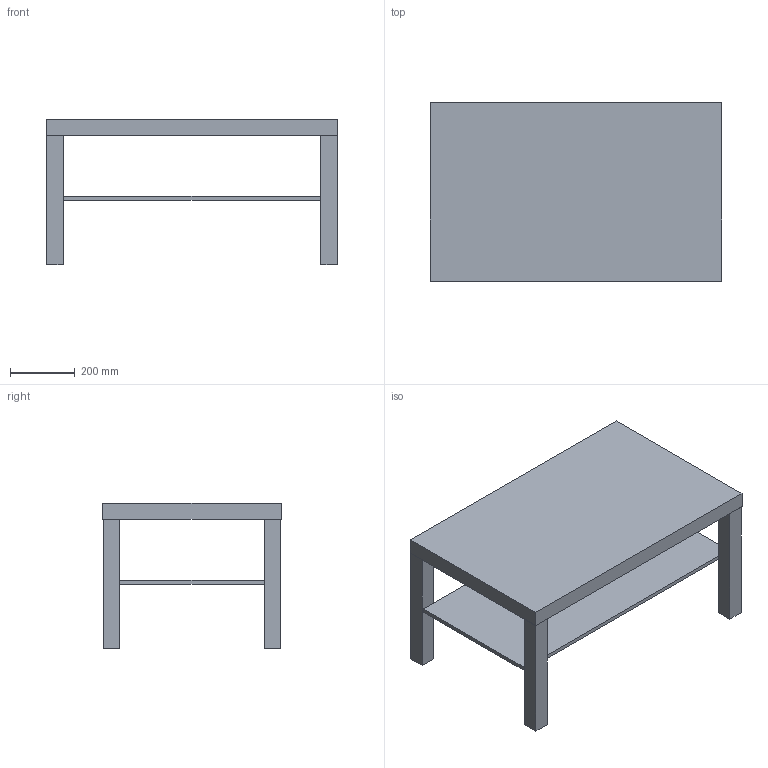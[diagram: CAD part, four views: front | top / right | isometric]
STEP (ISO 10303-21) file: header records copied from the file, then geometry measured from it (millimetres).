
FILE_DESCRIPTION(('FreeCAD Model'),'2;1');
FILE_NAME('IKEA_Lack_900_550_450.step','2013-07-05T13:01:04',('FreeCAD'),( 'FreeCAD'),'Open CASCADE STEP processor 6.3','FreeCAD','Unknown');
FILE_SCHEMA(('AUTOMOTIVE_DESIGN_CC2 { 1 2 10303 214 -1 1 5 4 }'));
Length unit declared in the file: millimetre
Products named in the file (1): ikea_lack
Bounding box: 900 x 550 x 450 mm (x, y, z)
Volume: 33662209.9 mm3; surface area: 2282874 mm2
Topology: 2 solids, 2 shells, 32 faces, 72 edges, 48 vertices
Faces by surface type: plane 32
Entity records: 1840 total; most frequent: CARTESIAN_POINT 297, DIRECTION 282, LINE 216, VECTOR 216, ORIENTED_EDGE 144, PCURVE 144, DEFINITIONAL_REPRESENTATION 144, EDGE_CURVE 72
